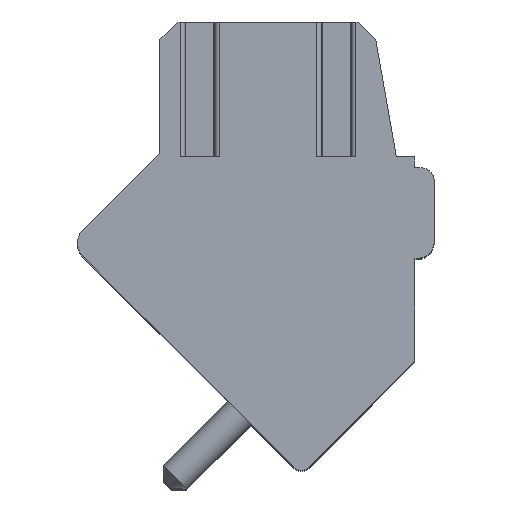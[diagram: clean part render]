
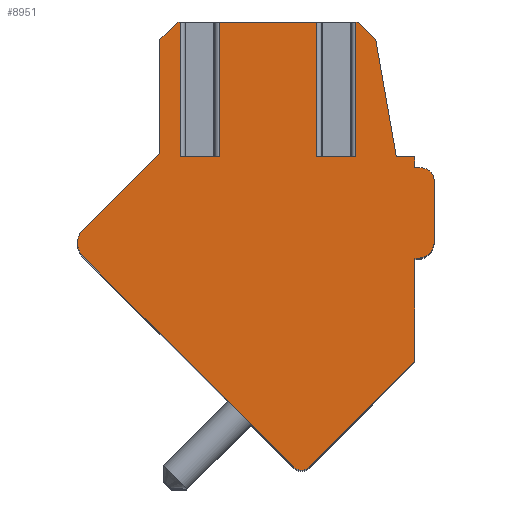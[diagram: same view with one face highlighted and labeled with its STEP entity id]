
A CAD part, top view. The second image highlights one B-rep face of the part: STEP entity #8951.
In plain terms, the highlighted planar face has unit normal (0, 0, 1).
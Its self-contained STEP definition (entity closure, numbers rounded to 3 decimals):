
#1648=DIRECTION('',(0.707,-0.707,0.));
#1649=VECTOR('',#1648,8.2);
#1650=CARTESIAN_POINT('',(-4.761,0.072,1.75));
#1651=LINE('',#1650,#1649);
#1892=DIRECTION('',(1.,0.,0.));
#1893=VECTOR('',#1892,1.07);
#1894=CARTESIAN_POINT('',(1.673,2.8,1.75));
#1895=LINE('',#1894,#1893);
#1896=DIRECTION('',(0.,1.,0.));
#1897=VECTOR('',#1896,3.7);
#1898=CARTESIAN_POINT('',(2.743,2.8,1.75));
#1899=LINE('',#1898,#1897);
#1900=DIRECTION('',(-1.,0.,0.));
#1901=VECTOR('',#1900,0.068);
#1902=CARTESIAN_POINT('',(2.811,6.5,1.75));
#1903=LINE('',#1902,#1901);
#1904=DIRECTION('',(-0.707,0.707,0.));
#1905=VECTOR('',#1904,0.677);
#1906=CARTESIAN_POINT('',(3.29,6.021,1.75));
#1907=LINE('',#1906,#1905);
#1908=DIRECTION('',(-0.174,0.985,0.));
#1909=VECTOR('',#1908,3.271);
#1910=CARTESIAN_POINT('',(3.858,2.8,1.75));
#1911=LINE('',#1910,#1909);
#1912=DIRECTION('',(-1.,0.,0.));
#1913=VECTOR('',#1912,0.5);
#1914=CARTESIAN_POINT('',(4.358,2.8,1.75));
#1915=LINE('',#1914,#1913);
#1916=DIRECTION('',(0.,1.,0.));
#1917=VECTOR('',#1916,0.3);
#1918=CARTESIAN_POINT('',(4.358,2.5,1.75));
#1919=LINE('',#1918,#1917);
#1920=DIRECTION('',(-1.,0.,0.));
#1921=VECTOR('',#1920,0.15);
#1922=CARTESIAN_POINT('',(4.508,2.5,1.75));
#1923=LINE('',#1922,#1921);
#1924=CARTESIAN_POINT('',(4.508,2.1,1.75));
#1925=DIRECTION('',(0.,0.,1.));
#1926=DIRECTION('',(1.,0.,0.));
#1927=AXIS2_PLACEMENT_3D('',#1924,#1925,#1926);
#1929=DIRECTION('',(0.,1.,0.));
#1930=VECTOR('',#1929,1.6);
#1931=CARTESIAN_POINT('',(4.908,0.5,1.75));
#1932=LINE('',#1931,#1930);
#1933=CARTESIAN_POINT('',(4.408,0.5,1.75));
#1934=DIRECTION('',(0.,0.,1.));
#1935=DIRECTION('',(0.,-1.,0.));
#1936=AXIS2_PLACEMENT_3D('',#1933,#1934,#1935);
#1938=DIRECTION('',(1.,0.,0.));
#1939=VECTOR('',#1938,0.05);
#1940=CARTESIAN_POINT('',(4.358,0.,1.75));
#1941=LINE('',#1940,#1939);
#1942=DIRECTION('',(0.,1.,0.));
#1943=VECTOR('',#1942,2.83);
#1944=CARTESIAN_POINT('',(4.358,-2.83,1.75));
#1945=LINE('',#1944,#1943);
#1946=DIRECTION('',(0.707,0.707,0.));
#1947=VECTOR('',#1946,4.096);
#1948=CARTESIAN_POINT('',(1.461,-5.727,1.75));
#1949=LINE('',#1948,#1947);
#1950=CARTESIAN_POINT('',(1.249,-5.515,1.75));
#1951=DIRECTION('',(0.,0.,1.));
#1952=DIRECTION('',(-0.707,-0.707,0.));
#1953=AXIS2_PLACEMENT_3D('',#1950,#1951,#1952);
#1955=CARTESIAN_POINT('',(-4.408,0.425,1.75));
#1956=DIRECTION('',(0.,0.,1.));
#1957=DIRECTION('',(-0.707,0.707,0.));
#1958=AXIS2_PLACEMENT_3D('',#1955,#1956,#1957);
#1960=DIRECTION('',(-0.707,-0.707,0.));
#1961=VECTOR('',#1960,2.997);
#1962=CARTESIAN_POINT('',(-2.642,2.898,1.75));
#1963=LINE('',#1962,#1961);
#1964=DIRECTION('',(0.,-1.,0.));
#1965=VECTOR('',#1964,3.111);
#1966=CARTESIAN_POINT('',(-2.642,6.009,1.75));
#1967=LINE('',#1966,#1965);
#1968=DIRECTION('',(-0.707,-0.707,0.));
#1969=VECTOR('',#1968,0.694);
#1970=CARTESIAN_POINT('',(-2.151,6.5,1.75));
#1971=LINE('',#1970,#1969);
#1972=DIRECTION('',(-1.,0.,0.));
#1973=VECTOR('',#1972,0.074);
#1974=CARTESIAN_POINT('',(-2.077,6.5,1.75));
#1975=LINE('',#1974,#1973);
#1976=DIRECTION('',(0.,1.,0.));
#1977=VECTOR('',#1976,3.7);
#1978=CARTESIAN_POINT('',(-2.077,2.8,1.75));
#1979=LINE('',#1978,#1977);
#1980=DIRECTION('',(1.,0.,0.));
#1981=VECTOR('',#1980,1.07);
#1982=CARTESIAN_POINT('',(-2.077,2.8,1.75));
#1983=LINE('',#1982,#1981);
#1984=DIRECTION('',(0.,1.,0.));
#1985=VECTOR('',#1984,3.7);
#1986=CARTESIAN_POINT('',(-1.007,2.8,1.75));
#1987=LINE('',#1986,#1985);
#1988=DIRECTION('',(-1.,0.,0.));
#1989=VECTOR('',#1988,2.68);
#1990=CARTESIAN_POINT('',(1.673,6.5,1.75));
#1991=LINE('',#1990,#1989);
#1992=DIRECTION('',(0.,1.,0.));
#1993=VECTOR('',#1992,3.7);
#1994=CARTESIAN_POINT('',(1.673,2.8,1.75));
#1995=LINE('',#1994,#1993);
#5235=CARTESIAN_POINT('',(1.673,2.8,1.75));
#5236=CARTESIAN_POINT('',(2.743,2.8,1.75));
#5237=VERTEX_POINT('',#5235);
#5238=VERTEX_POINT('',#5236);
#5239=CARTESIAN_POINT('',(2.743,6.5,1.75));
#5240=VERTEX_POINT('',#5239);
#5241=CARTESIAN_POINT('',(1.673,6.5,1.75));
#5242=VERTEX_POINT('',#5241);
#5255=CARTESIAN_POINT('',(-2.077,2.8,1.75));
#5256=CARTESIAN_POINT('',(-1.007,2.8,1.75));
#5257=VERTEX_POINT('',#5255);
#5258=VERTEX_POINT('',#5256);
#5259=CARTESIAN_POINT('',(-1.007,6.5,1.75));
#5260=VERTEX_POINT('',#5259);
#5261=CARTESIAN_POINT('',(-2.077,6.5,1.75));
#5262=VERTEX_POINT('',#5261);
#5353=CARTESIAN_POINT('',(1.037,-5.727,1.75));
#5354=CARTESIAN_POINT('',(1.461,-5.727,1.75));
#5355=VERTEX_POINT('',#5353);
#5356=VERTEX_POINT('',#5354);
#5357=CARTESIAN_POINT('',(4.358,-2.83,1.75));
#5358=VERTEX_POINT('',#5357);
#5359=CARTESIAN_POINT('',(4.358,0.,1.75));
#5360=VERTEX_POINT('',#5359);
#5361=CARTESIAN_POINT('',(4.408,0.,1.75));
#5362=VERTEX_POINT('',#5361);
#5363=CARTESIAN_POINT('',(4.908,0.5,1.75));
#5364=VERTEX_POINT('',#5363);
#5365=CARTESIAN_POINT('',(4.908,2.1,1.75));
#5366=VERTEX_POINT('',#5365);
#5367=CARTESIAN_POINT('',(4.508,2.5,1.75));
#5368=VERTEX_POINT('',#5367);
#5369=CARTESIAN_POINT('',(4.358,2.5,1.75));
#5370=VERTEX_POINT('',#5369);
#5371=CARTESIAN_POINT('',(4.358,2.8,1.75));
#5372=VERTEX_POINT('',#5371);
#5373=CARTESIAN_POINT('',(3.858,2.8,1.75));
#5374=VERTEX_POINT('',#5373);
#5375=CARTESIAN_POINT('',(3.29,6.021,1.75));
#5376=VERTEX_POINT('',#5375);
#5377=CARTESIAN_POINT('',(2.811,6.5,1.75));
#5378=VERTEX_POINT('',#5377);
#5379=CARTESIAN_POINT('',(-2.151,6.5,1.75));
#5380=CARTESIAN_POINT('',(-2.642,6.009,1.75));
#5381=VERTEX_POINT('',#5379);
#5382=VERTEX_POINT('',#5380);
#5383=CARTESIAN_POINT('',(-4.761,0.779,1.75));
#5384=CARTESIAN_POINT('',(-4.761,0.072,1.75));
#5385=VERTEX_POINT('',#5383);
#5386=VERTEX_POINT('',#5384);
#5391=CARTESIAN_POINT('',(-2.642,2.898,1.75));
#5393=VERTEX_POINT('',#5391);
#8908=CARTESIAN_POINT('',(0.,0.,1.75));
#8909=DIRECTION('',(0.,0.,1.));
#8910=DIRECTION('',(1.,0.,0.));
#8911=AXIS2_PLACEMENT_3D('',#8908,#8909,#8910);
#8912=PLANE('',#8911);
#8914=ORIENTED_EDGE('',*,*,#8913,.T.);
#8916=ORIENTED_EDGE('',*,*,#8915,.T.);
#8917=ORIENTED_EDGE('',*,*,#6806,.F.);
#8918=ORIENTED_EDGE('',*,*,#7004,.F.);
#8919=ORIENTED_EDGE('',*,*,#7018,.F.);
#8920=ORIENTED_EDGE('',*,*,#7032,.F.);
#8921=ORIENTED_EDGE('',*,*,#7093,.F.);
#8922=ORIENTED_EDGE('',*,*,#7109,.F.);
#8923=ORIENTED_EDGE('',*,*,#7616,.F.);
#8924=ORIENTED_EDGE('',*,*,#7718,.F.);
#8925=ORIENTED_EDGE('',*,*,#7820,.F.);
#8926=ORIENTED_EDGE('',*,*,#7922,.F.);
#8927=ORIENTED_EDGE('',*,*,#8031,.F.);
#8928=ORIENTED_EDGE('',*,*,#8573,.F.);
#8929=ORIENTED_EDGE('',*,*,#8711,.F.);
#8930=ORIENTED_EDGE('',*,*,#8624,.F.);
#8932=ORIENTED_EDGE('',*,*,#8931,.F.);
#8934=ORIENTED_EDGE('',*,*,#8933,.F.);
#8936=ORIENTED_EDGE('',*,*,#8935,.F.);
#8938=ORIENTED_EDGE('',*,*,#8937,.F.);
#8939=ORIENTED_EDGE('',*,*,#6838,.F.);
#8941=ORIENTED_EDGE('',*,*,#8940,.F.);
#8943=ORIENTED_EDGE('',*,*,#8942,.T.);
#8945=ORIENTED_EDGE('',*,*,#8944,.T.);
#8946=ORIENTED_EDGE('',*,*,#6822,.F.);
#8948=ORIENTED_EDGE('',*,*,#8947,.F.);
#8949=EDGE_LOOP('',(#8914,#8916,#8917,#8918,#8919,#8920,#8921,#8922,#8923,#8924,
#8925,#8926,#8927,#8928,#8929,#8930,#8932,#8934,#8936,#8938,#8939,#8941,#8943,
#8945,#8946,#8948));
#8950=FACE_OUTER_BOUND('',#8949,.F.);
#1928=CIRCLE('',#1927,0.4);
#1937=CIRCLE('',#1936,0.5);
#1954=CIRCLE('',#1953,0.3);
#1959=CIRCLE('',#1958,0.5);
#6806=EDGE_CURVE('',#5378,#5240,#1903,.T.);
#6822=EDGE_CURVE('',#5242,#5260,#1991,.T.);
#6838=EDGE_CURVE('',#5262,#5381,#1975,.T.);
#7004=EDGE_CURVE('',#5376,#5378,#1907,.T.);
#7018=EDGE_CURVE('',#5374,#5376,#1911,.T.);
#7032=EDGE_CURVE('',#5372,#5374,#1915,.T.);
#7093=EDGE_CURVE('',#5370,#5372,#1919,.T.);
#7109=EDGE_CURVE('',#5368,#5370,#1923,.T.);
#7616=EDGE_CURVE('',#5366,#5368,#1928,.T.);
#7718=EDGE_CURVE('',#5364,#5366,#1932,.T.);
#7820=EDGE_CURVE('',#5362,#5364,#1937,.T.);
#7922=EDGE_CURVE('',#5360,#5362,#1941,.T.);
#8031=EDGE_CURVE('',#5358,#5360,#1945,.T.);
#8573=EDGE_CURVE('',#5356,#5358,#1949,.T.);
#8624=EDGE_CURVE('',#5386,#5355,#1651,.T.);
#8711=EDGE_CURVE('',#5355,#5356,#1954,.T.);
#8913=EDGE_CURVE('',#5237,#5238,#1895,.T.);
#8915=EDGE_CURVE('',#5238,#5240,#1899,.T.);
#8931=EDGE_CURVE('',#5385,#5386,#1959,.T.);
#8933=EDGE_CURVE('',#5393,#5385,#1963,.T.);
#8935=EDGE_CURVE('',#5382,#5393,#1967,.T.);
#8937=EDGE_CURVE('',#5381,#5382,#1971,.T.);
#8940=EDGE_CURVE('',#5257,#5262,#1979,.T.);
#8942=EDGE_CURVE('',#5257,#5258,#1983,.T.);
#8944=EDGE_CURVE('',#5258,#5260,#1987,.T.);
#8947=EDGE_CURVE('',#5237,#5242,#1995,.T.);
#8951=ADVANCED_FACE('',(#8950),#8912,.T.);
